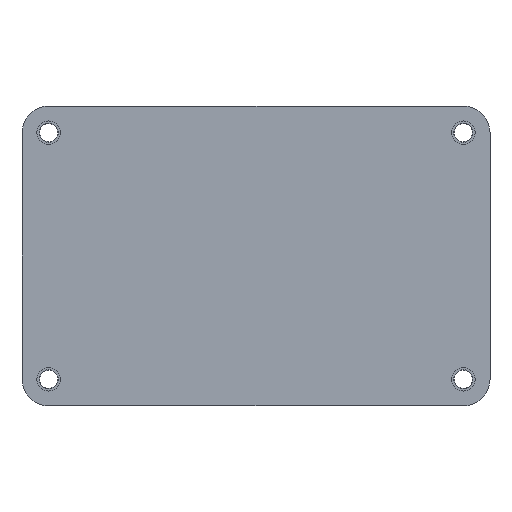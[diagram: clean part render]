
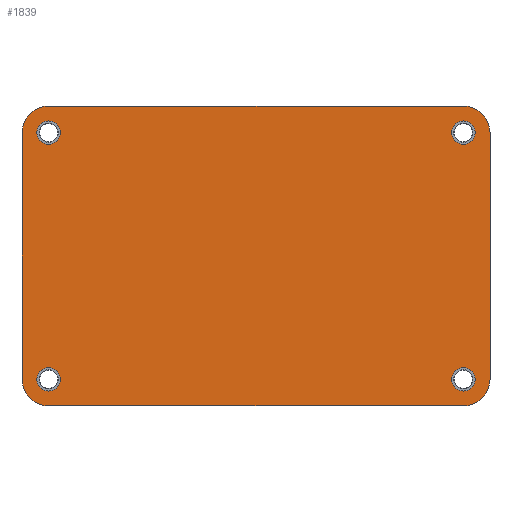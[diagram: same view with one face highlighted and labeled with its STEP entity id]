
A CAD part, front view. The second image highlights one B-rep face of the part: STEP entity #1839.
In plain terms, the highlighted planar face has unit normal (0, -1, 0).
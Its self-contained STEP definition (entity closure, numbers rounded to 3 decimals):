
#68 = CARTESIAN_POINT ( 'NONE',  ( 77., -3.175, -3. ) ) ;
#98 = CIRCLE ( 'NONE', #2922, 4.75 ) ;
#115 = DIRECTION ( 'NONE',  ( 0., 0., -1. ) ) ;
#124 = CIRCLE ( 'NONE', #4176, 2.1 ) ;
#144 = ORIENTED_EDGE ( 'NONE', *, *, #1592, .F. ) ;
#160 = CARTESIAN_POINT ( 'NONE',  ( 77., -3.175, -3. ) ) ;
#163 = EDGE_CURVE ( 'NONE', #401, #210, #1484, .T. ) ;
#172 = EDGE_CURVE ( 'NONE', #734, #3121, #2256, .T. ) ;
#182 = FACE_BOUND ( 'NONE', #4451, .T. ) ;
#206 = PLANE ( 'NONE',  #972 ) ;
#210 = VERTEX_POINT ( 'NONE', #1586 ) ;
#267 = VERTEX_POINT ( 'NONE', #4064 ) ;
#384 = DIRECTION ( 'NONE',  ( 0., 0., 1. ) ) ;
#391 = VERTEX_POINT ( 'NONE', #1786 ) ;
#401 = VERTEX_POINT ( 'NONE', #2797 ) ;
#426 = VERTEX_POINT ( 'NONE', #1740 ) ;
#441 = EDGE_CURVE ( 'NONE', #267, #1476, #98, .T. ) ;
#489 = DIRECTION ( 'NONE',  ( 0., -1., 0. ) ) ;
#514 = CARTESIAN_POINT ( 'NONE',  ( 81.75, -3.175, -47. ) ) ;
#526 = AXIS2_PLACEMENT_3D ( 'NONE', #3406, #4172, #3833 ) ;
#542 = ORIENTED_EDGE ( 'NONE', *, *, #3262, .F. ) ;
#567 = VERTEX_POINT ( 'NONE', #1847 ) ;
#580 = DIRECTION ( 'NONE',  ( 0., 0., -1. ) ) ;
#604 = VERTEX_POINT ( 'NONE', #514 ) ;
#621 = CARTESIAN_POINT ( 'NONE',  ( 77., -3.175, -3. ) ) ;
#654 = ORIENTED_EDGE ( 'NONE', *, *, #3138, .F. ) ;
#734 = VERTEX_POINT ( 'NONE', #2615 ) ;
#738 = DIRECTION ( 'NONE',  ( 0., 0., -1. ) ) ;
#761 = AXIS2_PLACEMENT_3D ( 'NONE', #3516, #2103, #4232 ) ;
#763 = AXIS2_PLACEMENT_3D ( 'NONE', #68, #1145, #738 ) ;
#903 = DIRECTION ( 'NONE',  ( 0., -1., 0. ) ) ;
#913 = DIRECTION ( 'NONE',  ( 1., 0., 0. ) ) ;
#914 = VERTEX_POINT ( 'NONE', #2753 ) ;
#916 = DIRECTION ( 'NONE',  ( 0., 0., 1. ) ) ;
#972 = AXIS2_PLACEMENT_3D ( 'NONE', #621, #1943, #916 ) ;
#1036 = EDGE_LOOP ( 'NONE', ( #654, #144 ) ) ;
#1090 = EDGE_CURVE ( 'NONE', #2068, #2401, #2684, .T. ) ;
#1108 = CARTESIAN_POINT ( 'NONE',  ( 77., -3.175, -44.9 ) ) ;
#1116 = DIRECTION ( 'NONE',  ( 0., 0., 1. ) ) ;
#1145 = DIRECTION ( 'NONE',  ( 0., -1., 0. ) ) ;
#1171 = ORIENTED_EDGE ( 'NONE', *, *, #1487, .F. ) ;
#1181 = EDGE_CURVE ( 'NONE', #2401, #2068, #1466, .T. ) ;
#1231 = FACE_BOUND ( 'NONE', #3243, .T. ) ;
#1265 = DIRECTION ( 'NONE',  ( 0., -1., 0. ) ) ;
#1287 = DIRECTION ( 'NONE',  ( 0., 0., -1. ) ) ;
#1310 = CARTESIAN_POINT ( 'NONE',  ( 77., -3.175, -47. ) ) ;
#1319 = EDGE_LOOP ( 'NONE', ( #4070, #542, #3895, #1171, #2426, #2970, #1596, #3696 ) ) ;
#1331 = DIRECTION ( 'NONE',  ( 0., 0., 1. ) ) ;
#1348 = ORIENTED_EDGE ( 'NONE', *, *, #172, .F. ) ;
#1397 = AXIS2_PLACEMENT_3D ( 'NONE', #2957, #2290, #580 ) ;
#1466 = CIRCLE ( 'NONE', #1397, 2.1 ) ;
#1475 = DIRECTION ( 'NONE',  ( 0., 1., 0. ) ) ;
#1476 = VERTEX_POINT ( 'NONE', #4353 ) ;
#1482 = DIRECTION ( 'NONE',  ( 0., 0., -1. ) ) ;
#1484 = LINE ( 'NONE', #3641, #3279 ) ;
#1487 = EDGE_CURVE ( 'NONE', #391, #267, #1637, .T. ) ;
#1524 = LINE ( 'NONE', #3603, #3104 ) ;
#1586 = CARTESIAN_POINT ( 'NONE',  ( 3., -3.175, -51.75 ) ) ;
#1587 = CIRCLE ( 'NONE', #4113, 2.1 ) ;
#1592 = EDGE_CURVE ( 'NONE', #3190, #4381, #2614, .T. ) ;
#1596 = ORIENTED_EDGE ( 'NONE', *, *, #1971, .F. ) ;
#1612 = CIRCLE ( 'NONE', #4359, 4.75 ) ;
#1620 = CARTESIAN_POINT ( 'NONE',  ( 3., -3.175, -47. ) ) ;
#1637 = LINE ( 'NONE', #4374, #3850 ) ;
#1642 = DIRECTION ( 'NONE',  ( 0., 0., -1. ) ) ;
#1685 = ORIENTED_EDGE ( 'NONE', *, *, #2775, .F. ) ;
#1740 = CARTESIAN_POINT ( 'NONE',  ( 3., -3.175, -44.9 ) ) ;
#1746 = EDGE_CURVE ( 'NONE', #567, #426, #4143, .T. ) ;
#1786 = CARTESIAN_POINT ( 'NONE',  ( -1.75, -3.175, -47. ) ) ;
#1839 = ADVANCED_FACE ( 'NONE', ( #3013, #4004, #182, #1231, #3305 ), #206, .F. ) ;
#1847 = CARTESIAN_POINT ( 'NONE',  ( 3., -3.175, -49.1 ) ) ;
#1852 = DIRECTION ( 'NONE',  ( 0., 0., 1. ) ) ;
#1935 = VERTEX_POINT ( 'NONE', #2353 ) ;
#1943 = DIRECTION ( 'NONE',  ( 0., 1., 0. ) ) ;
#1971 = EDGE_CURVE ( 'NONE', #604, #401, #1612, .T. ) ;
#1990 = CIRCLE ( 'NONE', #2639, 4.75 ) ;
#2000 = EDGE_CURVE ( 'NONE', #914, #1935, #4144, .T. ) ;
#2068 = VERTEX_POINT ( 'NONE', #4316 ) ;
#2103 = DIRECTION ( 'NONE',  ( 0., 1., 0. ) ) ;
#2154 = CARTESIAN_POINT ( 'NONE',  ( 3., -3.175, -0.9 ) ) ;
#2244 = EDGE_CURVE ( 'NONE', #426, #567, #1587, .T. ) ;
#2256 = CIRCLE ( 'NONE', #763, 2.1 ) ;
#2290 = DIRECTION ( 'NONE',  ( 0., -1., 0. ) ) ;
#2353 = CARTESIAN_POINT ( 'NONE',  ( 81.75, -3.175, -3. ) ) ;
#2355 = ORIENTED_EDGE ( 'NONE', *, *, #1746, .F. ) ;
#2401 = VERTEX_POINT ( 'NONE', #1108 ) ;
#2426 = ORIENTED_EDGE ( 'NONE', *, *, #4400, .F. ) ;
#2538 = AXIS2_PLACEMENT_3D ( 'NONE', #1310, #903, #1642 ) ;
#2614 = CIRCLE ( 'NONE', #526, 2.1 ) ;
#2615 = CARTESIAN_POINT ( 'NONE',  ( 77., -3.175, -0.9 ) ) ;
#2639 = AXIS2_PLACEMENT_3D ( 'NONE', #3218, #3973, #1852 ) ;
#2684 = CIRCLE ( 'NONE', #2538, 2.1 ) ;
#2753 = CARTESIAN_POINT ( 'NONE',  ( 77., -3.175, 1.75 ) ) ;
#2775 = EDGE_CURVE ( 'NONE', #3121, #734, #124, .T. ) ;
#2797 = CARTESIAN_POINT ( 'NONE',  ( 77., -3.175, -51.75 ) ) ;
#2808 = VECTOR ( 'NONE', #3425, 1000. ) ;
#2809 = CARTESIAN_POINT ( 'NONE',  ( 77., -3.175, -5.1 ) ) ;
#2815 = CARTESIAN_POINT ( 'NONE',  ( 3., -3.175, -47. ) ) ;
#2879 = ORIENTED_EDGE ( 'NONE', *, *, #1090, .F. ) ;
#2922 = AXIS2_PLACEMENT_3D ( 'NONE', #3463, #4158, #384 ) ;
#2957 = CARTESIAN_POINT ( 'NONE',  ( 77., -3.175, -47. ) ) ;
#2970 = ORIENTED_EDGE ( 'NONE', *, *, #163, .F. ) ;
#2972 = EDGE_CURVE ( 'NONE', #1935, #604, #3448, .T. ) ;
#3013 = FACE_BOUND ( 'NONE', #1036, .T. ) ;
#3038 = CARTESIAN_POINT ( 'NONE',  ( 81.75, -3.175, -3. ) ) ;
#3104 = VECTOR ( 'NONE', #913, 1000. ) ;
#3121 = VERTEX_POINT ( 'NONE', #2809 ) ;
#3136 = AXIS2_PLACEMENT_3D ( 'NONE', #2815, #489, #115 ) ;
#3138 = EDGE_CURVE ( 'NONE', #4381, #3190, #3310, .T. ) ;
#3190 = VERTEX_POINT ( 'NONE', #2154 ) ;
#3208 = DIRECTION ( 'NONE',  ( 0., 0., -1. ) ) ;
#3218 = CARTESIAN_POINT ( 'NONE',  ( 3., -3.175, -47. ) ) ;
#3243 = EDGE_LOOP ( 'NONE', ( #1685, #1348 ) ) ;
#3262 = EDGE_CURVE ( 'NONE', #1476, #914, #1524, .T. ) ;
#3278 = DIRECTION ( 'NONE',  ( -1., 0., 0. ) ) ;
#3279 = VECTOR ( 'NONE', #3278, 1000. ) ;
#3305 = FACE_OUTER_BOUND ( 'NONE', #1319, .T. ) ;
#3310 = CIRCLE ( 'NONE', #4397, 2.1 ) ;
#3406 = CARTESIAN_POINT ( 'NONE',  ( 3., -3.175, -3. ) ) ;
#3425 = DIRECTION ( 'NONE',  ( 0., 0., -1. ) ) ;
#3448 = LINE ( 'NONE', #3038, #2808 ) ;
#3463 = CARTESIAN_POINT ( 'NONE',  ( 3., -3.175, -3. ) ) ;
#3516 = CARTESIAN_POINT ( 'NONE',  ( 77., -3.175, -3. ) ) ;
#3537 = CARTESIAN_POINT ( 'NONE',  ( 77., -3.175, -47. ) ) ;
#3603 = CARTESIAN_POINT ( 'NONE',  ( 3., -3.175, 1.75 ) ) ;
#3641 = CARTESIAN_POINT ( 'NONE',  ( 77., -3.175, -51.75 ) ) ;
#3671 = DIRECTION ( 'NONE',  ( 0., -1., 0. ) ) ;
#3696 = ORIENTED_EDGE ( 'NONE', *, *, #2972, .F. ) ;
#3742 = ORIENTED_EDGE ( 'NONE', *, *, #2244, .F. ) ;
#3833 = DIRECTION ( 'NONE',  ( 0., 0., -1. ) ) ;
#3850 = VECTOR ( 'NONE', #1331, 1000. ) ;
#3895 = ORIENTED_EDGE ( 'NONE', *, *, #441, .F. ) ;
#3935 = CARTESIAN_POINT ( 'NONE',  ( 3., -3.175, -5.1 ) ) ;
#3973 = DIRECTION ( 'NONE',  ( 0., 1., 0. ) ) ;
#4004 = FACE_BOUND ( 'NONE', #4077, .T. ) ;
#4055 = ORIENTED_EDGE ( 'NONE', *, *, #1181, .F. ) ;
#4064 = CARTESIAN_POINT ( 'NONE',  ( -1.75, -3.175, -3. ) ) ;
#4070 = ORIENTED_EDGE ( 'NONE', *, *, #2000, .F. ) ;
#4077 = EDGE_LOOP ( 'NONE', ( #2879, #4055 ) ) ;
#4113 = AXIS2_PLACEMENT_3D ( 'NONE', #1620, #1265, #1287 ) ;
#4143 = CIRCLE ( 'NONE', #3136, 2.1 ) ;
#4144 = CIRCLE ( 'NONE', #761, 4.75 ) ;
#4158 = DIRECTION ( 'NONE',  ( 0., 1., 0. ) ) ;
#4172 = DIRECTION ( 'NONE',  ( 0., -1., 0. ) ) ;
#4176 = AXIS2_PLACEMENT_3D ( 'NONE', #160, #3671, #3208 ) ;
#4193 = CARTESIAN_POINT ( 'NONE',  ( 3., -3.175, -3. ) ) ;
#4216 = DIRECTION ( 'NONE',  ( 0., -1., 0. ) ) ;
#4232 = DIRECTION ( 'NONE',  ( 0., 0., 1. ) ) ;
#4316 = CARTESIAN_POINT ( 'NONE',  ( 77., -3.175, -49.1 ) ) ;
#4353 = CARTESIAN_POINT ( 'NONE',  ( 3., -3.175, 1.75 ) ) ;
#4359 = AXIS2_PLACEMENT_3D ( 'NONE', #3537, #1475, #1116 ) ;
#4374 = CARTESIAN_POINT ( 'NONE',  ( -1.75, -3.175, -47. ) ) ;
#4381 = VERTEX_POINT ( 'NONE', #3935 ) ;
#4397 = AXIS2_PLACEMENT_3D ( 'NONE', #4193, #4216, #1482 ) ;
#4400 = EDGE_CURVE ( 'NONE', #210, #391, #1990, .T. ) ;
#4451 = EDGE_LOOP ( 'NONE', ( #2355, #3742 ) ) ;
